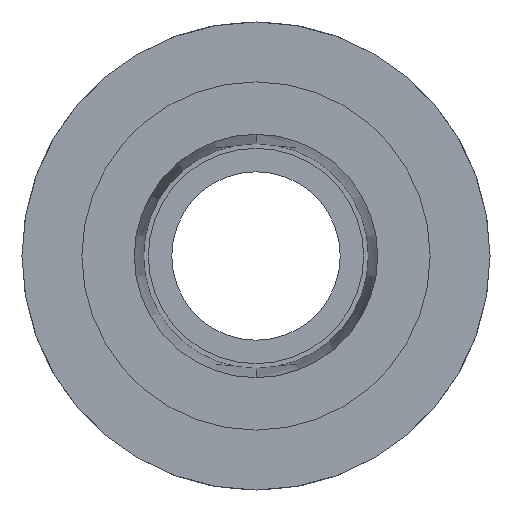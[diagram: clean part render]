
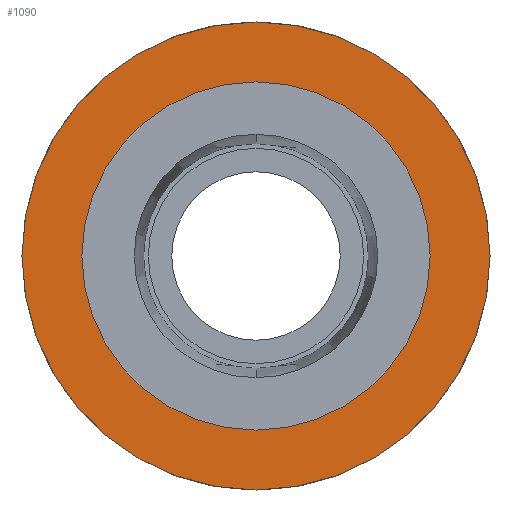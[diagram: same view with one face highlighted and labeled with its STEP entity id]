
A CAD part, front view. The second image highlights one B-rep face of the part: STEP entity #1090.
In plain terms, the highlighted planar face has unit normal (0, -1, 0).
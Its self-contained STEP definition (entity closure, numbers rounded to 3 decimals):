
#9 = AXIS2_PLACEMENT_3D ( 'NONE', #904, #40, #3235 ) ;
#40 = DIRECTION ( 'NONE',  ( 0., -1., 0. ) ) ;
#180 = EDGE_CURVE ( 'NONE', #1613, #3250, #1409, .T. ) ;
#209 = DIRECTION ( 'NONE',  ( 0., -1., 0. ) ) ;
#225 = DIRECTION ( 'NONE',  ( 0., -1., 0. ) ) ;
#246 = DIRECTION ( 'NONE',  ( 0., 0., -1. ) ) ;
#372 = CARTESIAN_POINT ( 'NONE',  ( 0., 8., 0. ) ) ;
#512 = CARTESIAN_POINT ( 'NONE',  ( 0., 8., 9.3 ) ) ;
#526 = ORIENTED_EDGE ( 'NONE', *, *, #721, .F. ) ;
#721 = EDGE_CURVE ( 'NONE', #1059, #2273, #2638, .T. ) ;
#750 = FACE_OUTER_BOUND ( 'NONE', #1818, .T. ) ;
#904 = CARTESIAN_POINT ( 'NONE',  ( 0., 8., 0. ) ) ;
#931 = DIRECTION ( 'NONE',  ( 0., 0., -1. ) ) ;
#1059 = VERTEX_POINT ( 'NONE', #512 ) ;
#1090 = ADVANCED_FACE ( 'NONE', ( #2585, #750 ), #3721, .T. ) ;
#1091 = EDGE_CURVE ( 'NONE', #3250, #1613, #1340, .T. ) ;
#1274 = DIRECTION ( 'NONE',  ( 0., 0., -1. ) ) ;
#1340 = CIRCLE ( 'NONE', #2287, 12.5 ) ;
#1409 = CIRCLE ( 'NONE', #9, 12.5 ) ;
#1575 = ORIENTED_EDGE ( 'NONE', *, *, #1091, .T. ) ;
#1613 = VERTEX_POINT ( 'NONE', #2438 ) ;
#1656 = AXIS2_PLACEMENT_3D ( 'NONE', #372, #2723, #1274 ) ;
#1663 = EDGE_LOOP ( 'NONE', ( #2073, #526 ) ) ;
#1818 = EDGE_LOOP ( 'NONE', ( #2270, #1575 ) ) ;
#1834 = AXIS2_PLACEMENT_3D ( 'NONE', #3558, #2666, #931 ) ;
#1882 = CIRCLE ( 'NONE', #1656, 9.3 ) ;
#1989 = DIRECTION ( 'NONE',  ( 0., 0., -1. ) ) ;
#1998 = CARTESIAN_POINT ( 'NONE',  ( 7.89, 8., 0. ) ) ;
#2073 = ORIENTED_EDGE ( 'NONE', *, *, #3487, .F. ) ;
#2270 = ORIENTED_EDGE ( 'NONE', *, *, #180, .T. ) ;
#2273 = VERTEX_POINT ( 'NONE', #3141 ) ;
#2287 = AXIS2_PLACEMENT_3D ( 'NONE', #3164, #225, #1989 ) ;
#2438 = CARTESIAN_POINT ( 'NONE',  ( 0., 8., -12.5 ) ) ;
#2585 = FACE_BOUND ( 'NONE', #1663, .T. ) ;
#2638 = CIRCLE ( 'NONE', #1834, 9.3 ) ;
#2660 = AXIS2_PLACEMENT_3D ( 'NONE', #1998, #209, #246 ) ;
#2666 = DIRECTION ( 'NONE',  ( 0., -1., 0. ) ) ;
#2723 = DIRECTION ( 'NONE',  ( 0., -1., 0. ) ) ;
#3141 = CARTESIAN_POINT ( 'NONE',  ( 0., 8., -9.3 ) ) ;
#3164 = CARTESIAN_POINT ( 'NONE',  ( 0., 8., 0. ) ) ;
#3235 = DIRECTION ( 'NONE',  ( 0., 0., -1. ) ) ;
#3250 = VERTEX_POINT ( 'NONE', #3781 ) ;
#3487 = EDGE_CURVE ( 'NONE', #2273, #1059, #1882, .T. ) ;
#3558 = CARTESIAN_POINT ( 'NONE',  ( 0., 8., 0. ) ) ;
#3721 = PLANE ( 'NONE',  #2660 ) ;
#3781 = CARTESIAN_POINT ( 'NONE',  ( 0., 8., 12.5 ) ) ;
